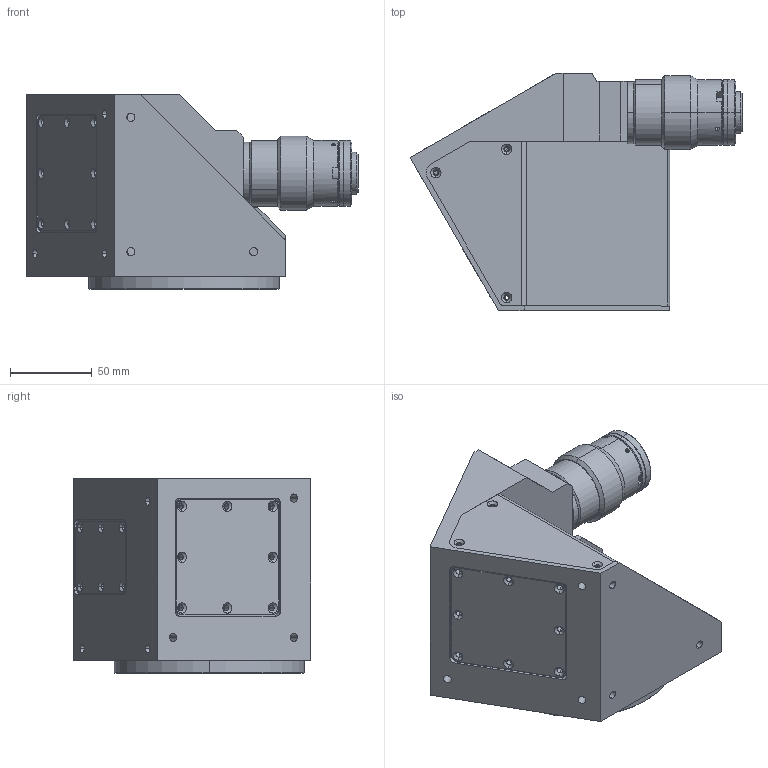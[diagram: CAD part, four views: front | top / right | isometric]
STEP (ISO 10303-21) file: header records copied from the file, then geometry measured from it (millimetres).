
FILE_DESCRIPTION (( 'STEP AP214' ), '1' );
FILE_NAME ('TCCR2M080-C.STEP', '2015-07-21T09:41:41', ( '' ), ( '' ), 'SwSTEP 2.0', 'SolidWorks 2013', '' );
FILE_SCHEMA (( 'AUTOMOTIVE_DESIGN' ));
Length unit declared in the file: millimetre
Products named in the file (1): TCCR2M080-C
Bounding box: 202.55 x 145 x 118.9 mm (x, y, z)
Surface area: 120991.4 mm2 (no closed solid volume)
Topology: 0 solids, 13 shells, 283 faces, 840 edges, 571 vertices
Faces by surface type: cylinder 134, plane 85, cone 62, sphere 2
Entity records: 12898 total; most frequent: CARTESIAN_POINT 1971, DIRECTION 1760, ORIENTED_EDGE 1400, EDGE_CURVE 840, AXIS2_PLACEMENT_3D 666, VERTEX_POINT 571, LINE 428, VECTOR 428
